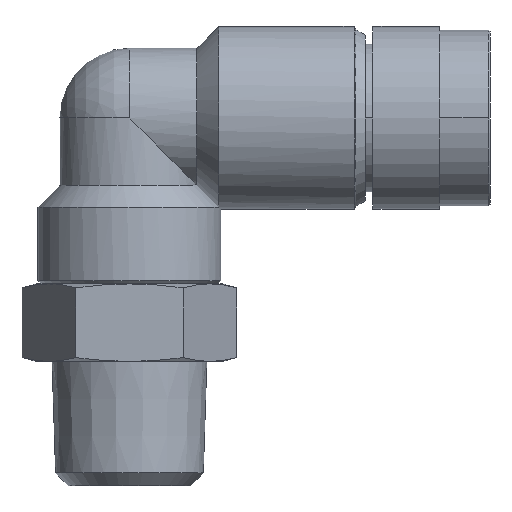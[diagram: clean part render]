
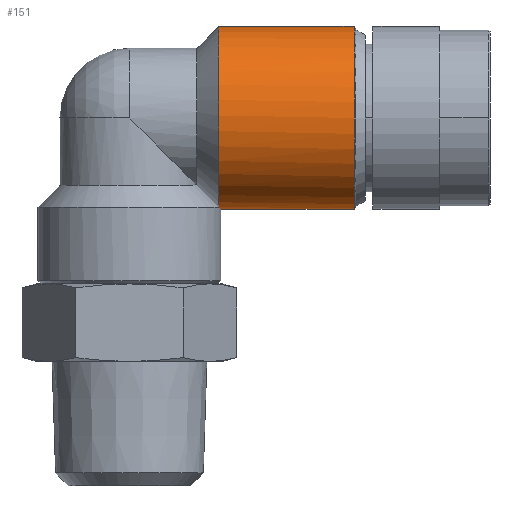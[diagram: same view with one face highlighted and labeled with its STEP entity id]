
A CAD part, front view. The second image highlights one B-rep face of the part: STEP entity #151.
In plain terms, the highlighted cylindrical face has radius 5.9 mm (diameter 11.8 mm), a partial arc.
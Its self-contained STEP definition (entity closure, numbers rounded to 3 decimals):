
#18=VECTOR('',#1144,8.732);
#19=VECTOR('',#1144,8.582);
#50=LINE('',#1000,#18);
#51=LINE('',#1002,#19);
#101=ELLIPSE('',#1102,8.344,5.9);
#105=CYLINDRICAL_SURFACE('',#1101,5.9);
#151=ADVANCED_FACE('KL6-01',(#209),#105,.T.);
#209=FACE_OUTER_BOUND('',#804,.T.);
#236=CIRCLE('',#1020,5.9);
#284=CIRCLE('',#1103,5.9);
#430=ORIENTED_EDGE('',*,*,#625,.T.);
#431=ORIENTED_EDGE('',*,*,#545,.F.);
#432=ORIENTED_EDGE('',*,*,#626,.T.);
#433=ORIENTED_EDGE('',*,*,#627,.F.);
#434=ORIENTED_EDGE('',*,*,#628,.T.);
#545=EDGE_CURVE('101',#694,#695,#236,.T.);
#625=EDGE_CURVE('103',#752,#695,#50,.T.);
#626=EDGE_CURVE('55',#694,#753,#101,.T.);
#627=EDGE_CURVE('52',#754,#753,#51,.T.);
#628=EDGE_CURVE('54',#754,#752,#284,.T.);
#694=VERTEX_POINT('2',#865);
#695=VERTEX_POINT('70',#868);
#752=VERTEX_POINT('1',#1000);
#753=VERTEX_POINT('49',#1001);
#754=VERTEX_POINT('48',#1002);
#804=EDGE_LOOP('',(#430,#431,#432,#433,#434));
#865=CARTESIAN_POINT('',(5.75,-1.322,17.95));
#868=CARTESIAN_POINT('',(5.75,0.,29.6));
#869=CARTESIAN_POINT('',(5.75,0.,23.7));
#872=CARTESIAN_POINT('',(0.,0.,23.7));
#999=CARTESIAN_POINT('',(14.482,0.,23.7));
#1000=CARTESIAN_POINT('',(14.482,0.,29.6));
#1001=CARTESIAN_POINT('',(5.9,0.,17.8));
#1002=CARTESIAN_POINT('',(14.482,0.,17.8));
#1020=AXIS2_PLACEMENT_3D('',#869,#1144,#1146);
#1101=AXIS2_PLACEMENT_3D('',#999,#1144,#1152);
#1102=AXIS2_PLACEMENT_3D('',#872,#1149,#1150);
#1103=AXIS2_PLACEMENT_3D('',#999,#1144,#1152);
#1144=DIRECTION('',(-1.,0.,0.));
#1146=DIRECTION('',(0.,-0.224,-0.975));
#1149=DIRECTION('',(0.707,0.,0.707));
#1150=DIRECTION('',(-0.707,0.,0.707));
#1152=DIRECTION('',(0.,0.,-1.));
